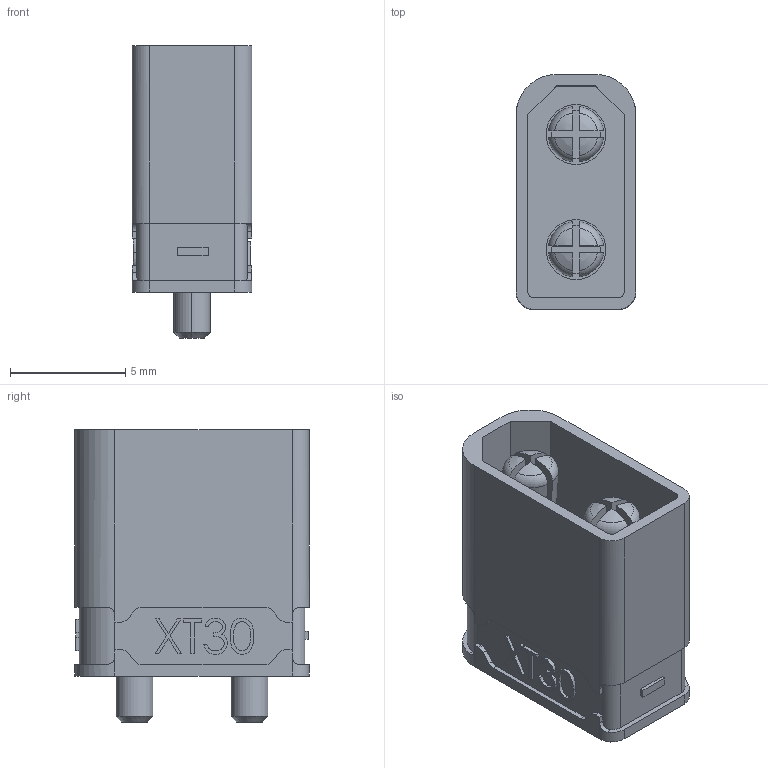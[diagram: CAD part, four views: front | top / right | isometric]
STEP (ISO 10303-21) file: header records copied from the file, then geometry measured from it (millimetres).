
FILE_DESCRIPTION (( 'STEP AP214' ), '1' );
FILE_NAME ('FW_L.STEP', '2022-06-29T14:09:26', ( '' ), ( '' ), 'SwSTEP 2.0', 'SolidWorks 2019', '' );
FILE_SCHEMA (( 'AUTOMOTIVE_DESIGN' ));
Length unit declared in the file: millimetre
Products named in the file (5): 6099038448-1; 6099038448-2; FW_L; FW_L-subassembly-1; 6099038448
Assembly tree (4 placements, depth 3):
  FW_L
    FW_L-subassembly-1
      6099038448
      6099038448-1
      6099038448-2
Bounding box: 5.2 x 10.2 x 12.7 mm (x, y, z)
Volume: 296.8 mm3; surface area: 900.4 mm2
Topology: 3 solids, 3 shells, 341 faces, 885 edges, 578 vertices
Faces by surface type: plane 184, cylinder 72, bspline 57, cone 12, torus 8, sphere 8
Entity records: 14113 total; most frequent: CARTESIAN_POINT 5725, ORIENTED_EDGE 1770, DIRECTION 1487, EDGE_CURVE 885, VERTEX_POINT 578, VECTOR 543, LINE 543, AXIS2_PLACEMENT_3D 472
